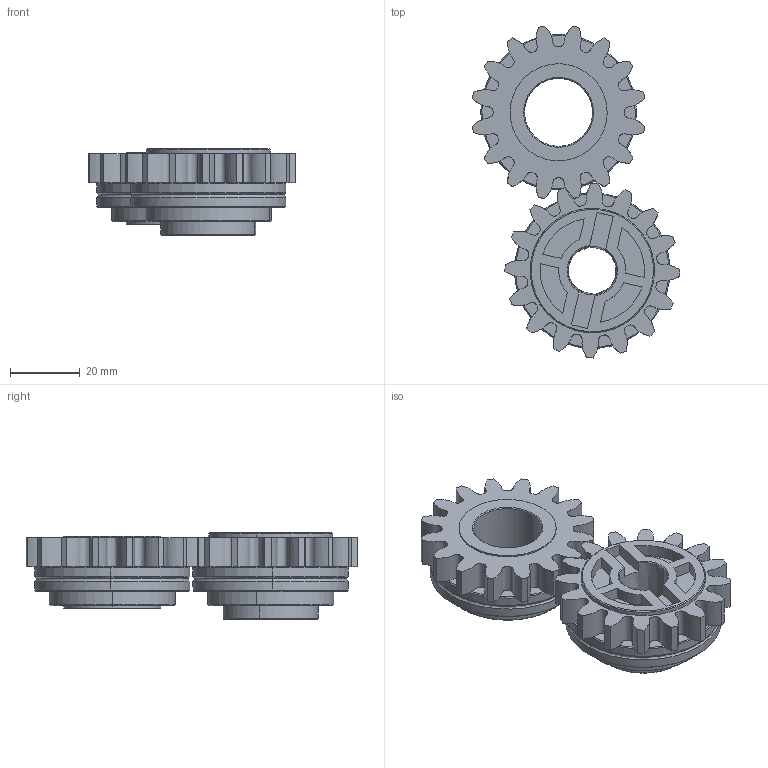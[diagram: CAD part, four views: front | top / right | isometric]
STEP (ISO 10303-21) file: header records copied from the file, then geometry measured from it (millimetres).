
FILE_DESCRIPTION(('FreeCAD Model'),'2;1');
FILE_NAME('Open CASCADE Shape Model','2025-05-08T00:00:03',('FreeCAD'),( 'FreeCAD'),'Open CASCADE STEP processor 7.6','FreeCAD','Unknown');
FILE_SCHEMA(('AUTOMOTIVE_DESIGN { 1 0 10303 214 1 1 1 1 }'));
Length unit declared in the file: millimetre
Products named in the file (1): Open CASCADE STEP translator 7.6 1
Bounding box: 59.31 x 94.91 x 24.71 mm (x, y, z)
Volume: 48949.3 mm3; surface area: 21225.9 mm2
Topology: 4 solids, 4 shells, 175 faces, 428 edges, 271 vertices
Faces by surface type: bspline 175
Entity records: 13999 total; most frequent: CARTESIAN_POINT 11551, ORIENTED_EDGE 856, EDGE_CURVE 428, VERTEX_POINT 271, B_SPLINE_CURVE_WITH_KNOTS 243, FACE_BOUND 193, EDGE_LOOP 193, ADVANCED_FACE 175
